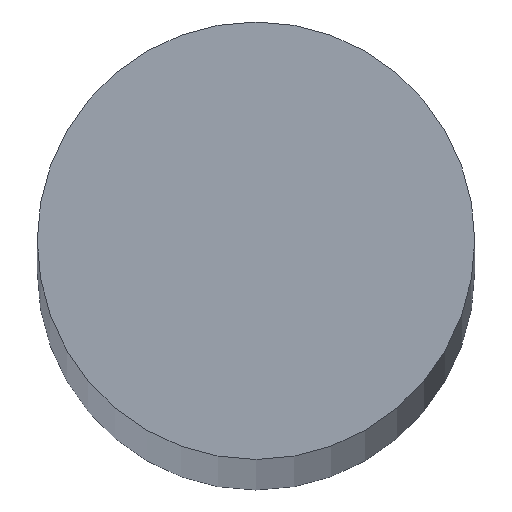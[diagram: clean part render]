
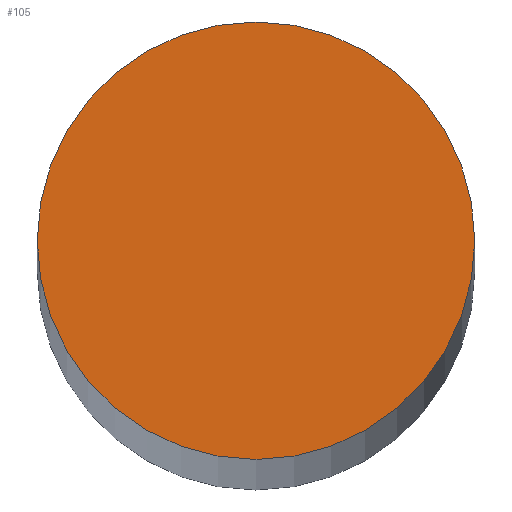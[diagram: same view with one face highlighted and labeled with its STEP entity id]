
A CAD part, top view. The second image highlights one B-rep face of the part: STEP entity #105.
In plain terms, the highlighted planar face has unit normal (0, 0, 1).
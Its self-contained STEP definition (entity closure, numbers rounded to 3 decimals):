
#4 = ORIENTED_EDGE ( 'NONE', *, *, #117, .T. ) ;
#5 = FACE_OUTER_BOUND ( 'NONE', #82, .T. ) ;
#8 = CARTESIAN_POINT ( 'NONE',  ( 12.5, 0., 1000. ) ) ;
#15 = ORIENTED_EDGE ( 'NONE', *, *, #78, .T. ) ;
#18 = DIRECTION ( 'NONE',  ( 0., 0., 1. ) ) ;
#20 = AXIS2_PLACEMENT_3D ( 'NONE', #123, #128, #40 ) ;
#28 = CIRCLE ( 'NONE', #73, 12.5 ) ;
#31 = VERTEX_POINT ( 'NONE', #8 ) ;
#40 = DIRECTION ( 'NONE',  ( 1., 0., 0. ) ) ;
#43 = DIRECTION ( 'NONE',  ( 1., 0., 0. ) ) ;
#48 = PLANE ( 'NONE',  #132 ) ;
#73 = AXIS2_PLACEMENT_3D ( 'NONE', #114, #18, #43 ) ;
#75 = DIRECTION ( 'NONE',  ( 1., 0., 0. ) ) ;
#76 = VERTEX_POINT ( 'NONE', #109 ) ;
#78 = EDGE_CURVE ( 'NONE', #76, #31, #84, .T. ) ;
#82 = EDGE_LOOP ( 'NONE', ( #15, #4 ) ) ;
#84 = CIRCLE ( 'NONE', #20, 12.5 ) ;
#97 = CARTESIAN_POINT ( 'NONE',  ( 0., 0., 1000. ) ) ;
#105 = ADVANCED_FACE ( 'NONE', ( #5 ), #48, .T. ) ;
#109 = CARTESIAN_POINT ( 'NONE',  ( -12.5, 0., 1000. ) ) ;
#114 = CARTESIAN_POINT ( 'NONE',  ( 0., 0., 1000. ) ) ;
#117 = EDGE_CURVE ( 'NONE', #31, #76, #28, .T. ) ;
#123 = CARTESIAN_POINT ( 'NONE',  ( 0., 0., 1000. ) ) ;
#128 = DIRECTION ( 'NONE',  ( 0., 0., 1. ) ) ;
#132 = AXIS2_PLACEMENT_3D ( 'NONE', #97, #136, #75 ) ;
#136 = DIRECTION ( 'NONE',  ( 0., 0., 1. ) ) ;
